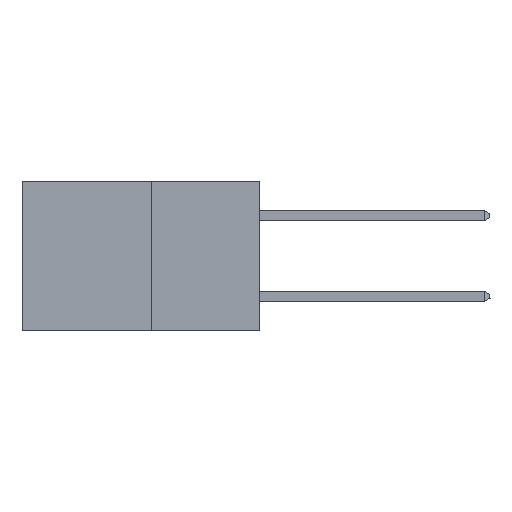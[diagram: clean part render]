
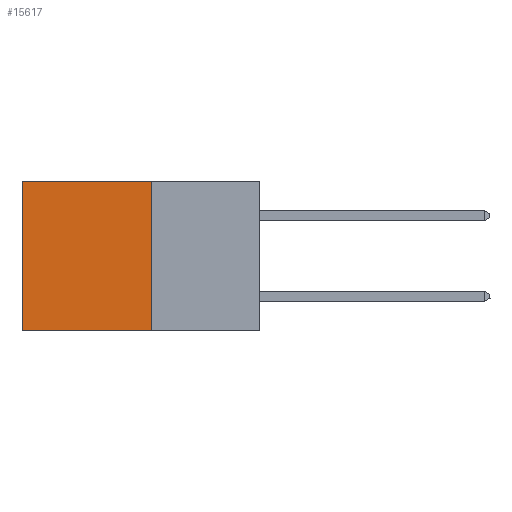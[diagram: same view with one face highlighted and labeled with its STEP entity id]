
A CAD part, left-side view. The second image highlights one B-rep face of the part: STEP entity #15617.
In plain terms, the highlighted planar face has unit normal (-1, 0, 0).
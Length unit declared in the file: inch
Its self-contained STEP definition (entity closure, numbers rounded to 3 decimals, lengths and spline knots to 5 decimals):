
#91 = VECTOR ( 'NONE', #18013, 39.37008 ) ;
#771 = LINE ( 'NONE', #5236, #91 ) ;
#821 = ORIENTED_EDGE ( 'NONE', *, *, #24606, .F. ) ;
#3200 = ORIENTED_EDGE ( 'NONE', *, *, #20094, .T. ) ;
#5236 = CARTESIAN_POINT ( 'NONE',  ( 0.277, 0.27, 0. ) ) ;
#6240 = CARTESIAN_POINT ( 'NONE',  ( 0.277, 0.27, -0.37 ) ) ;
#6389 = VECTOR ( 'NONE', #9753, 39.37008 ) ;
#7430 = CARTESIAN_POINT ( 'NONE',  ( 0.277, 0.59, -0.37 ) ) ;
#7496 = VERTEX_POINT ( 'NONE', #15215 ) ;
#7521 = ORIENTED_EDGE ( 'NONE', *, *, #26981, .T. ) ;
#7925 = LINE ( 'NONE', #7430, #13599 ) ;
#8063 = EDGE_CURVE ( 'NONE', #22866, #7496, #14045, .T. ) ;
#9753 = DIRECTION ( 'NONE',  ( 0., 0., -1. ) ) ;
#10896 = CARTESIAN_POINT ( 'NONE',  ( 0.277, 0.27, -0.37 ) ) ;
#11967 = CARTESIAN_POINT ( 'NONE',  ( 0.277, 0.27, 0. ) ) ;
#12086 = LINE ( 'NONE', #20259, #6389 ) ;
#13041 = DIRECTION ( 'NONE',  ( 0., 0., -1. ) ) ;
#13301 = EDGE_LOOP ( 'NONE', ( #7521, #20556, #821, #3200 ) ) ;
#13599 = VECTOR ( 'NONE', #22213, 39.37008 ) ;
#14045 = LINE ( 'NONE', #25935, #23265 ) ;
#15215 = CARTESIAN_POINT ( 'NONE',  ( 0.277, 0.59, -0.37 ) ) ;
#15617 = ADVANCED_FACE ( 'NONE', ( #24075 ), #23523, .F. ) ;
#15744 = VERTEX_POINT ( 'NONE', #23998 ) ;
#16512 = VERTEX_POINT ( 'NONE', #11967 ) ;
#18013 = DIRECTION ( 'NONE',  ( 0., 1., 0. ) ) ;
#20094 = EDGE_CURVE ( 'NONE', #16512, #15744, #771, .T. ) ;
#20259 = CARTESIAN_POINT ( 'NONE',  ( 0.277, 0.27, -0.37 ) ) ;
#20556 = ORIENTED_EDGE ( 'NONE', *, *, #8063, .F. ) ;
#22213 = DIRECTION ( 'NONE',  ( 0., 0., -1. ) ) ;
#22866 = VERTEX_POINT ( 'NONE', #6240 ) ;
#23265 = VECTOR ( 'NONE', #25762, 39.37008 ) ;
#23502 = AXIS2_PLACEMENT_3D ( 'NONE', #10896, #25664, #13041 ) ;
#23523 = PLANE ( 'NONE',  #23502 ) ;
#23998 = CARTESIAN_POINT ( 'NONE',  ( 0.277, 0.59, 0. ) ) ;
#24075 = FACE_OUTER_BOUND ( 'NONE', #13301, .T. ) ;
#24606 = EDGE_CURVE ( 'NONE', #16512, #22866, #12086, .T. ) ;
#25664 = DIRECTION ( 'NONE',  ( 1., 0., 0. ) ) ;
#25762 = DIRECTION ( 'NONE',  ( 0., 1., 0. ) ) ;
#25935 = CARTESIAN_POINT ( 'NONE',  ( 0.277, 0.27, -0.37 ) ) ;
#26981 = EDGE_CURVE ( 'NONE', #15744, #7496, #7925, .T. ) ;
